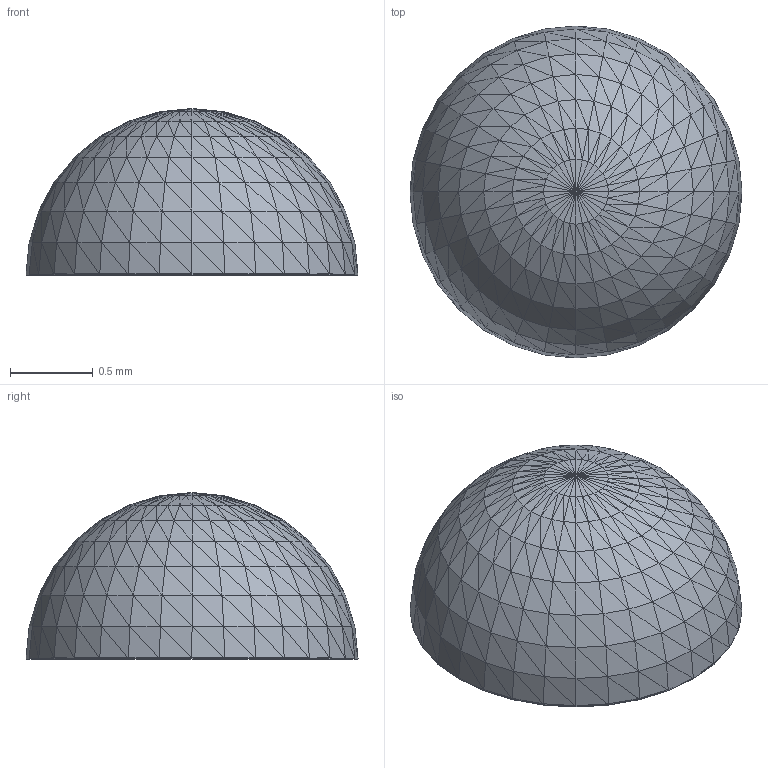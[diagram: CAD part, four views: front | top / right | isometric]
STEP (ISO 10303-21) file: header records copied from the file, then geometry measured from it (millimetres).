
FILE_DESCRIPTION(('FreeCAD Model'),'2;1');
FILE_NAME('Open CASCADE Shape Model','2025-06-18T14:46:53',('Author'),( ''),'Open CASCADE STEP processor 7.8','FreeCAD','Unknown');
FILE_SCHEMA(('AUTOMOTIVE_DESIGN { 1 0 10303 214 1 1 1 1 }'));
Length unit declared in the file: millimetre
Products named in the file (1): initialGeometry002 (Solid)
Bounding box: 2.01 x 2.01 x 1.01 mm (x, y, z)
Volume: 0 mm3; surface area: 18.8 mm2
Topology: 1 solids, 2 shells, 1148 faces, 1722 edges, 578 vertices
Faces by surface type: plane 1148
Entity records: 22426 total; most frequent: DIRECTION 4020, CARTESIAN_POINT 3449, ORIENTED_EDGE 3444, EDGE_CURVE 1722, LINE 1722, VECTOR 1722, AXIS2_PLACEMENT_3D 1149, ADVANCED_FACE 1148
